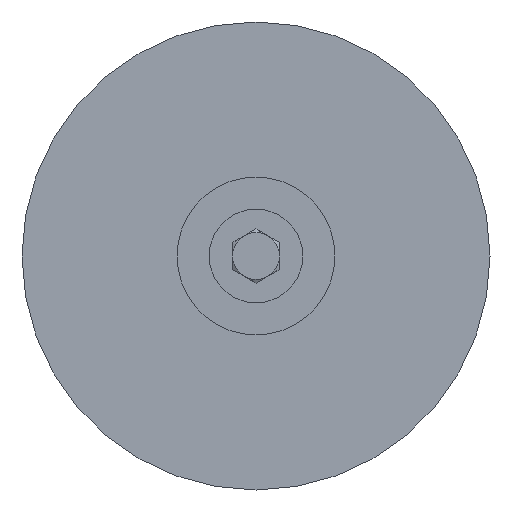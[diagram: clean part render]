
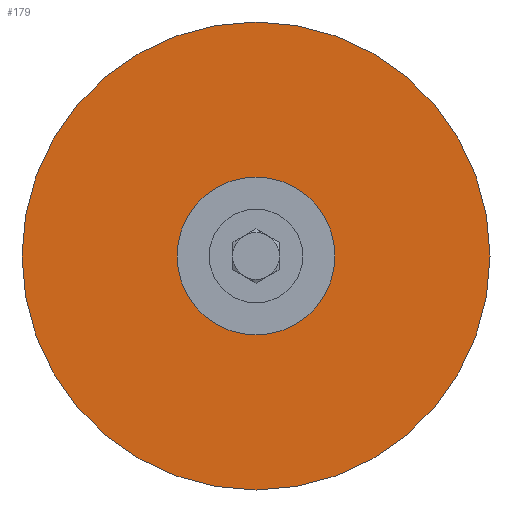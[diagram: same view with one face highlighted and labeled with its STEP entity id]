
A CAD part, front view. The second image highlights one B-rep face of the part: STEP entity #179.
In plain terms, the highlighted planar face has unit normal (0, -1, 0).
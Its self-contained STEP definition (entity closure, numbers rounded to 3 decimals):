
#56 = EDGE_CURVE ( 'NONE', #1395, #379, #626, .T. ) ;
#135 = CARTESIAN_POINT ( 'NONE',  ( 0., 0., -13.5 ) ) ;
#141 = DIRECTION ( 'NONE',  ( 0., -1., 0. ) ) ;
#179 = ADVANCED_FACE ( 'NONE', ( #2006, #3008 ), #785, .T. ) ;
#206 = ORIENTED_EDGE ( 'NONE', *, *, #1974, .F. ) ;
#256 = CIRCLE ( 'NONE', #2050, 13.5 ) ;
#379 = VERTEX_POINT ( 'NONE', #996 ) ;
#436 = DIRECTION ( 'NONE',  ( 0., -1., 0. ) ) ;
#500 = DIRECTION ( 'NONE',  ( 0., 0., -1. ) ) ;
#540 = DIRECTION ( 'NONE',  ( 0., 0., -1. ) ) ;
#626 = CIRCLE ( 'NONE', #3052, 40. ) ;
#782 = AXIS2_PLACEMENT_3D ( 'NONE', #1322, #1776, #540 ) ;
#785 = PLANE ( 'NONE',  #782 ) ;
#906 = ORIENTED_EDGE ( 'NONE', *, *, #2989, .T. ) ;
#996 = CARTESIAN_POINT ( 'NONE',  ( 0., 0., -40. ) ) ;
#1316 = AXIS2_PLACEMENT_3D ( 'NONE', #2667, #436, #1895 ) ;
#1322 = CARTESIAN_POINT ( 'NONE',  ( 40., 0., 0. ) ) ;
#1345 = DIRECTION ( 'NONE',  ( 0., 0., -1. ) ) ;
#1349 = EDGE_CURVE ( 'NONE', #1912, #1909, #256, .T. ) ;
#1359 = AXIS2_PLACEMENT_3D ( 'NONE', #1997, #141, #2855 ) ;
#1395 = VERTEX_POINT ( 'NONE', #1665 ) ;
#1481 = CIRCLE ( 'NONE', #1316, 40. ) ;
#1665 = CARTESIAN_POINT ( 'NONE',  ( 0., 0., 40. ) ) ;
#1776 = DIRECTION ( 'NONE',  ( 0., -1., 0. ) ) ;
#1804 = CARTESIAN_POINT ( 'NONE',  ( 0., 0., 0. ) ) ;
#1882 = ORIENTED_EDGE ( 'NONE', *, *, #56, .T. ) ;
#1895 = DIRECTION ( 'NONE',  ( 0., 0., -1. ) ) ;
#1909 = VERTEX_POINT ( 'NONE', #2541 ) ;
#1912 = VERTEX_POINT ( 'NONE', #135 ) ;
#1974 = EDGE_CURVE ( 'NONE', #1909, #1912, #2722, .T. ) ;
#1997 = CARTESIAN_POINT ( 'NONE',  ( 0., 0., 0. ) ) ;
#2006 = FACE_BOUND ( 'NONE', #2137, .T. ) ;
#2050 = AXIS2_PLACEMENT_3D ( 'NONE', #1804, #2769, #500 ) ;
#2105 = ORIENTED_EDGE ( 'NONE', *, *, #1349, .F. ) ;
#2137 = EDGE_LOOP ( 'NONE', ( #2105, #206 ) ) ;
#2541 = CARTESIAN_POINT ( 'NONE',  ( 0., 0., 13.5 ) ) ;
#2666 = EDGE_LOOP ( 'NONE', ( #906, #1882 ) ) ;
#2667 = CARTESIAN_POINT ( 'NONE',  ( 0., 0., 0. ) ) ;
#2722 = CIRCLE ( 'NONE', #1359, 13.5 ) ;
#2769 = DIRECTION ( 'NONE',  ( 0., -1., 0. ) ) ;
#2831 = CARTESIAN_POINT ( 'NONE',  ( 0., 0., 0. ) ) ;
#2851 = DIRECTION ( 'NONE',  ( 0., -1., 0. ) ) ;
#2855 = DIRECTION ( 'NONE',  ( 0., 0., -1. ) ) ;
#2989 = EDGE_CURVE ( 'NONE', #379, #1395, #1481, .T. ) ;
#3008 = FACE_OUTER_BOUND ( 'NONE', #2666, .T. ) ;
#3052 = AXIS2_PLACEMENT_3D ( 'NONE', #2831, #2851, #1345 ) ;
